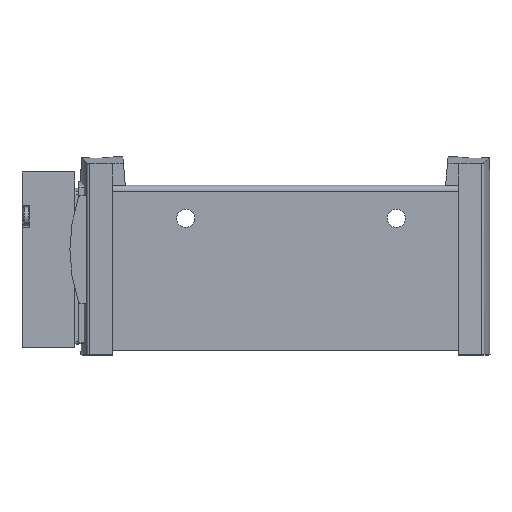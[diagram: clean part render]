
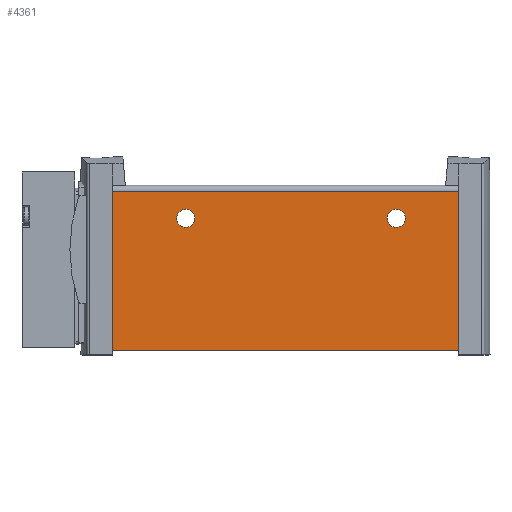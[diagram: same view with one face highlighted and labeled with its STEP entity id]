
A CAD part, top view. The second image highlights one B-rep face of the part: STEP entity #4361.
In plain terms, the highlighted planar face has unit normal (0, 0, 1).
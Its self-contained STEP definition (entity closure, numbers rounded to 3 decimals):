
#63=PLANE('',#4712);
#276=LINE('',#7095,#625);
#279=LINE('',#7105,#628);
#280=LINE('',#7107,#629);
#281=LINE('',#7109,#630);
#625=VECTOR('',#5486,1000.);
#628=VECTOR('',#5497,1000.);
#629=VECTOR('',#5498,1000.);
#630=VECTOR('',#5499,1000.);
#916=CIRCLE('',#4713,1.6);
#917=CIRCLE('',#4714,1.6);
#1392=ORIENTED_EDGE('',*,*,#2674,.F.);
#1393=ORIENTED_EDGE('',*,*,#2675,.F.);
#1394=ORIENTED_EDGE('',*,*,#2676,.T.);
#1395=ORIENTED_EDGE('',*,*,#2677,.F.);
#1396=ORIENTED_EDGE('',*,*,#2678,.F.);
#1397=ORIENTED_EDGE('',*,*,#2670,.T.);
#2670=EDGE_CURVE('',#3297,#3296,#276,.T.);
#2674=EDGE_CURVE('',#3298,#3298,#916,.T.);
#2675=EDGE_CURVE('',#3299,#3299,#917,.T.);
#2676=EDGE_CURVE('',#3296,#3300,#279,.T.);
#2677=EDGE_CURVE('',#3301,#3300,#280,.T.);
#2678=EDGE_CURVE('',#3297,#3301,#281,.T.);
#3296=VERTEX_POINT('',#7094);
#3297=VERTEX_POINT('',#7096);
#3298=VERTEX_POINT('',#7102);
#3299=VERTEX_POINT('',#7104);
#3300=VERTEX_POINT('',#7106);
#3301=VERTEX_POINT('',#7108);
#3629=EDGE_LOOP('',(#1392));
#3630=EDGE_LOOP('',(#1393));
#3631=EDGE_LOOP('',(#1394,#1395,#1396,#1397));
#3937=FACE_BOUND('',#3629,.T.);
#3938=FACE_BOUND('',#3630,.T.);
#3939=FACE_BOUND('',#3631,.T.);
#4361=ADVANCED_FACE('',(#3937,#3938,#3939),#63,.F.);
#4712=AXIS2_PLACEMENT_3D('',#7100,#5491,#5492);
#4713=AXIS2_PLACEMENT_3D('',#7101,#5493,#5494);
#4714=AXIS2_PLACEMENT_3D('',#7103,#5495,#5496);
#5486=DIRECTION('',(-1.,0.,0.));
#5491=DIRECTION('',(0.,0.,-1.));
#5492=DIRECTION('',(-1.,0.,0.));
#5493=DIRECTION('',(0.,0.,1.));
#5494=DIRECTION('',(1.,0.,0.));
#5495=DIRECTION('',(0.,0.,1.));
#5496=DIRECTION('',(1.,0.,0.));
#5497=DIRECTION('',(0.,-1.,0.));
#5498=DIRECTION('',(-1.,0.,0.));
#5499=DIRECTION('',(0.,-1.,0.));
#7094=CARTESIAN_POINT('',(-30.45,28.,7.2));
#7095=CARTESIAN_POINT('',(30.45,28.,7.2));
#7096=CARTESIAN_POINT('',(30.45,28.,7.2));
#7100=CARTESIAN_POINT('',(30.45,28.,7.2));
#7101=CARTESIAN_POINT('',(-17.5,23.2,7.2));
#7102=CARTESIAN_POINT('',(-15.9,23.2,7.2));
#7103=CARTESIAN_POINT('',(19.5,23.2,7.2));
#7104=CARTESIAN_POINT('',(21.1,23.2,7.2));
#7105=CARTESIAN_POINT('',(-30.45,28.,7.2));
#7106=CARTESIAN_POINT('',(-30.45,0.,7.2));
#7107=CARTESIAN_POINT('',(30.45,0.,7.2));
#7108=CARTESIAN_POINT('',(30.45,0.,7.2));
#7109=CARTESIAN_POINT('',(30.45,28.,7.2));
